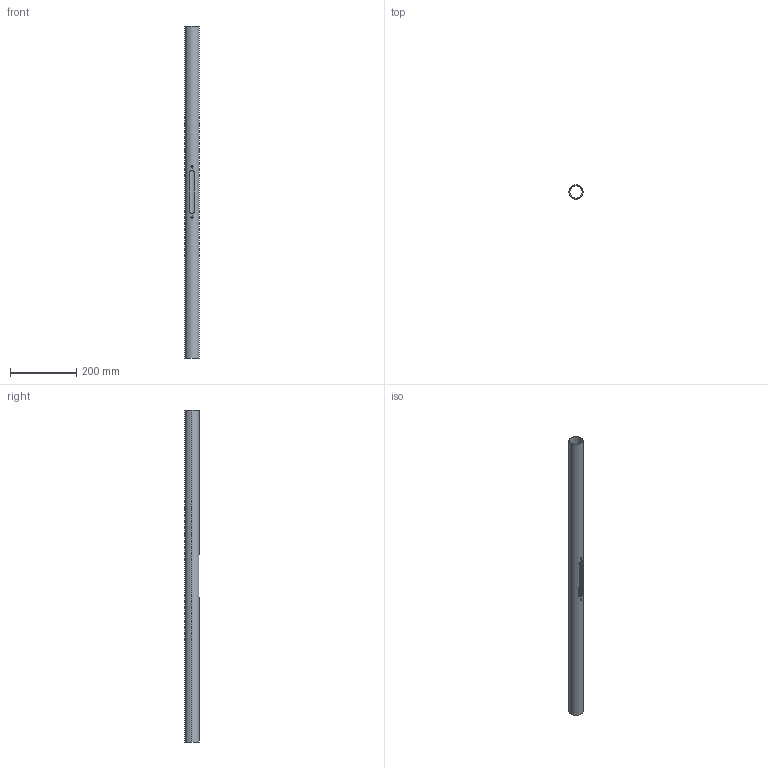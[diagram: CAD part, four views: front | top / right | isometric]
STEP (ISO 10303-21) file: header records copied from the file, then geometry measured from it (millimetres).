
FILE_DESCRIPTION (( 'STEP AP203' ), '1' );
FILE_NAME ('LED-R42-1000-1-V2A.step', '2020-11-09T12:12:04', ( '' ), ( '' ), 'SwSTEP 2.0', 'SolidWorks 2018', '' );
FILE_SCHEMA (( 'CONFIG_CONTROL_DESIGN' ));
Length unit declared in the file: millimetre
Products named in the file (2): LED-R42-1000-1-V2A
Bounding box: 42.4 x 42.4 x 1000 mm (x, y, z)
Volume: 250128.8 mm3; surface area: 251295.9 mm2
Topology: 1 solids, 1 shells, 328 faces, 884 edges, 572 vertices
Faces by surface type: plane 164, bspline 99, cylinder 61, cone 4
Entity records: 15019 total; most frequent: CARTESIAN_POINT 7405, ORIENTED_EDGE 1768, DIRECTION 1204, EDGE_CURVE 884, VERTEX_POINT 572, VECTOR 466, LINE 466, AXIS2_PLACEMENT_3D 369
